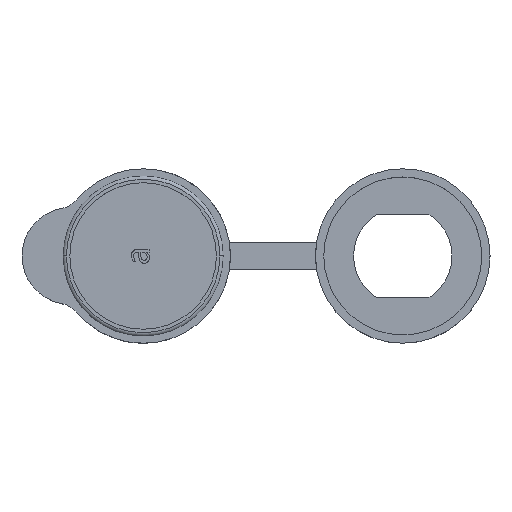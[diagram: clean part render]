
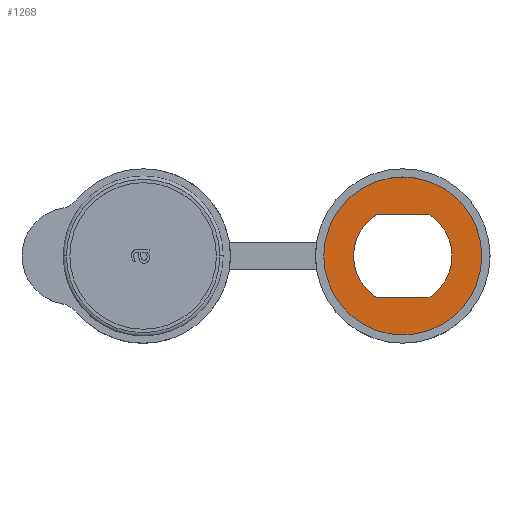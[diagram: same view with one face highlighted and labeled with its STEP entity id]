
A CAD part, top view. The second image highlights one B-rep face of the part: STEP entity #1268.
In plain terms, the highlighted planar face has unit normal (0, 0, 1).
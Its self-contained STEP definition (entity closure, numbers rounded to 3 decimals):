
#24 = CARTESIAN_POINT ( 'NONE',  ( 0., 0., 1.1 ) ) ;
#87 = CIRCLE ( 'NONE', #176, 10.15 ) ;
#92 = DIRECTION ( 'NONE',  ( -1., 0., 0. ) ) ;
#144 = DIRECTION ( 'NONE',  ( 0., 0., 1. ) ) ;
#168 = LINE ( 'NONE', #2249, #2202 ) ;
#176 = AXIS2_PLACEMENT_3D ( 'NONE', #338, #514, #92 ) ;
#177 = DIRECTION ( 'NONE',  ( 1., 0., 0. ) ) ;
#253 = DIRECTION ( 'NONE',  ( -1., 0., 0. ) ) ;
#285 = CIRCLE ( 'NONE', #940, 10.15 ) ;
#338 = CARTESIAN_POINT ( 'NONE',  ( 0., 0., 1.1 ) ) ;
#423 = CIRCLE ( 'NONE', #1971, 10.15 ) ;
#514 = DIRECTION ( 'NONE',  ( 0., 0., -1. ) ) ;
#541 = ORIENTED_EDGE ( 'NONE', *, *, #2572, .T. ) ;
#593 = CARTESIAN_POINT ( 'NONE',  ( -10.15, 0., 1.1 ) ) ;
#664 = AXIS2_PLACEMENT_3D ( 'NONE', #2626, #993, #1798 ) ;
#771 = CARTESIAN_POINT ( 'NONE',  ( 0., 0., 1.1 ) ) ;
#811 = EDGE_LOOP ( 'NONE', ( #1628, #1625 ) ) ;
#854 = DIRECTION ( 'NONE',  ( 0., 0., -1. ) ) ;
#896 = CARTESIAN_POINT ( 'NONE',  ( 16.3, 0., 1.1 ) ) ;
#940 = AXIS2_PLACEMENT_3D ( 'NONE', #24, #854, #253 ) ;
#946 = CARTESIAN_POINT ( 'NONE',  ( 0., 0., 1.1 ) ) ;
#954 = VECTOR ( 'NONE', #177, 1000. ) ;
#963 = CARTESIAN_POINT ( 'NONE',  ( -5.391, 8.6, 1.1 ) ) ;
#993 = DIRECTION ( 'NONE',  ( 0., 0., 1. ) ) ;
#995 = EDGE_CURVE ( 'NONE', #1477, #1170, #2200, .T. ) ;
#1000 = VERTEX_POINT ( 'NONE', #593 ) ;
#1059 = EDGE_LOOP ( 'NONE', ( #1183, #2011, #2568, #2563, #541 ) ) ;
#1123 = CIRCLE ( 'NONE', #2551, 16.3 ) ;
#1126 = VERTEX_POINT ( 'NONE', #2485 ) ;
#1136 = CARTESIAN_POINT ( 'NONE',  ( 0., 0., 1.1 ) ) ;
#1164 = AXIS2_PLACEMENT_3D ( 'NONE', #771, #144, #2459 ) ;
#1170 = VERTEX_POINT ( 'NONE', #2588 ) ;
#1183 = ORIENTED_EDGE ( 'NONE', *, *, #2028, .T. ) ;
#1268 = ADVANCED_FACE ( 'NONE', ( #2205, #1812 ), #2218, .T. ) ;
#1358 = DIRECTION ( 'NONE',  ( 0., 0., 1. ) ) ;
#1477 = VERTEX_POINT ( 'NONE', #896 ) ;
#1552 = EDGE_CURVE ( 'NONE', #1170, #1477, #1123, .T. ) ;
#1562 = DIRECTION ( 'NONE',  ( 1., 0., 0. ) ) ;
#1625 = ORIENTED_EDGE ( 'NONE', *, *, #1552, .T. ) ;
#1628 = ORIENTED_EDGE ( 'NONE', *, *, #995, .T. ) ;
#1631 = CARTESIAN_POINT ( 'NONE',  ( 5.391, 8.6, 1.1 ) ) ;
#1636 = DIRECTION ( 'NONE',  ( -1., 0., 0. ) ) ;
#1798 = DIRECTION ( 'NONE',  ( 1., 0., 0. ) ) ;
#1812 = FACE_BOUND ( 'NONE', #1059, .T. ) ;
#1920 = VERTEX_POINT ( 'NONE', #963 ) ;
#1968 = EDGE_CURVE ( 'NONE', #1920, #1126, #2029, .T. ) ;
#1971 = AXIS2_PLACEMENT_3D ( 'NONE', #946, #2579, #2606 ) ;
#2011 = ORIENTED_EDGE ( 'NONE', *, *, #2221, .T. ) ;
#2028 = EDGE_CURVE ( 'NONE', #2207, #2392, #168, .T. ) ;
#2029 = LINE ( 'NONE', #1631, #954 ) ;
#2200 = CIRCLE ( 'NONE', #1164, 16.3 ) ;
#2202 = VECTOR ( 'NONE', #1636, 1000. ) ;
#2205 = FACE_OUTER_BOUND ( 'NONE', #811, .T. ) ;
#2207 = VERTEX_POINT ( 'NONE', #2393 ) ;
#2218 = PLANE ( 'NONE',  #664 ) ;
#2221 = EDGE_CURVE ( 'NONE', #2392, #1000, #87, .T. ) ;
#2249 = CARTESIAN_POINT ( 'NONE',  ( 5.391, -8.6, 1.1 ) ) ;
#2314 = CARTESIAN_POINT ( 'NONE',  ( -5.391, -8.6, 1.1 ) ) ;
#2392 = VERTEX_POINT ( 'NONE', #2314 ) ;
#2393 = CARTESIAN_POINT ( 'NONE',  ( 5.391, -8.6, 1.1 ) ) ;
#2459 = DIRECTION ( 'NONE',  ( 1., 0., 0. ) ) ;
#2469 = EDGE_CURVE ( 'NONE', #1000, #1920, #285, .T. ) ;
#2485 = CARTESIAN_POINT ( 'NONE',  ( 5.391, 8.6, 1.1 ) ) ;
#2551 = AXIS2_PLACEMENT_3D ( 'NONE', #1136, #1358, #1562 ) ;
#2563 = ORIENTED_EDGE ( 'NONE', *, *, #1968, .T. ) ;
#2568 = ORIENTED_EDGE ( 'NONE', *, *, #2469, .T. ) ;
#2572 = EDGE_CURVE ( 'NONE', #1126, #2207, #423, .T. ) ;
#2579 = DIRECTION ( 'NONE',  ( 0., 0., -1. ) ) ;
#2588 = CARTESIAN_POINT ( 'NONE',  ( -16.3, 0., 1.1 ) ) ;
#2606 = DIRECTION ( 'NONE',  ( -1., 0., 0. ) ) ;
#2626 = CARTESIAN_POINT ( 'NONE',  ( 0., 0., 1.1 ) ) ;
